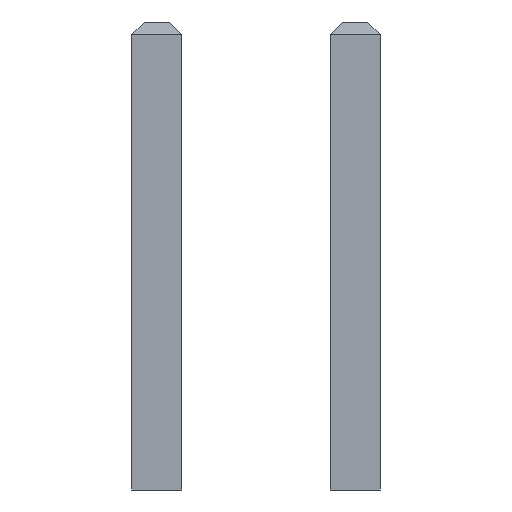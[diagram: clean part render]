
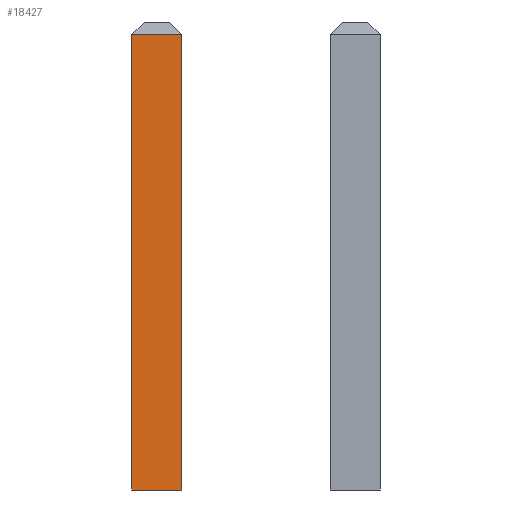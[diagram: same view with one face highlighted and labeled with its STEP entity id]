
A CAD part, front view. The second image highlights one B-rep face of the part: STEP entity #18427.
In plain terms, the highlighted planar face has unit normal (0, -1, 0).
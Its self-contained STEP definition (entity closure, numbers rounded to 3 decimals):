
#18313 = EDGE_CURVE('',#18314,#18316,#18318,.T.);
#18314 = VERTEX_POINT('',#18315);
#18315 = CARTESIAN_POINT('',(0.32,-61.28,2.55));
#18316 = VERTEX_POINT('',#18317);
#18317 = CARTESIAN_POINT('',(0.32,-61.28,8.38));
#18318 = SURFACE_CURVE('',#18319,(#18323,#18335),.PCURVE_S1.);
#18319 = LINE('',#18320,#18321);
#18320 = CARTESIAN_POINT('',(0.32,-61.28,-3.));
#18321 = VECTOR('',#18322,1.);
#18322 = DIRECTION('',(0.,0.,1.));
#18323 = PCURVE('',#18324,#18329);
#18324 = PLANE('',#18325);
#18325 = AXIS2_PLACEMENT_3D('',#18326,#18327,#18328);
#18326 = CARTESIAN_POINT('',(0.32,-61.28,-3.));
#18327 = DIRECTION('',(1.,0.,0.));
#18328 = DIRECTION('',(0.,0.,1.));
#18329 = DEFINITIONAL_REPRESENTATION('',(#18330),#18334);
#18330 = LINE('',#18331,#18332);
#18331 = CARTESIAN_POINT('',(0.,0.));
#18332 = VECTOR('',#18333,1.);
#18333 = DIRECTION('',(1.,0.));
#18334 = ( GEOMETRIC_REPRESENTATION_CONTEXT(2) 
PARAMETRIC_REPRESENTATION_CONTEXT() REPRESENTATION_CONTEXT('2D SPACE',''
  ) );
#18335 = PCURVE('',#18336,#18341);
#18336 = PLANE('',#18337);
#18337 = AXIS2_PLACEMENT_3D('',#18338,#18339,#18340);
#18338 = CARTESIAN_POINT('',(-0.32,-61.28,-3.));
#18339 = DIRECTION('',(0.,1.,0.));
#18340 = DIRECTION('',(0.,0.,1.));
#18341 = DEFINITIONAL_REPRESENTATION('',(#18342),#18346);
#18342 = LINE('',#18343,#18344);
#18343 = CARTESIAN_POINT('',(0.,0.64));
#18344 = VECTOR('',#18345,1.);
#18345 = DIRECTION('',(1.,0.));
#18346 = ( GEOMETRIC_REPRESENTATION_CONTEXT(2) 
PARAMETRIC_REPRESENTATION_CONTEXT() REPRESENTATION_CONTEXT('2D SPACE',''
  ) );
#18363 = PLANE('',#18364);
#18364 = AXIS2_PLACEMENT_3D('',#18365,#18366,#18367);
#18365 = CARTESIAN_POINT('',(-2.54,2.54,2.55));
#18366 = DIRECTION('',(0.,0.,-1.));
#18367 = DIRECTION('',(1.,0.,0.));
#18427 = ADVANCED_FACE('',(#18428),#18336,.F.);
#18428 = FACE_BOUND('',#18429,.F.);
#18429 = EDGE_LOOP('',(#18430,#18431,#18452,#18480));
#18430 = ORIENTED_EDGE('',*,*,#18313,.F.);
#18431 = ORIENTED_EDGE('',*,*,#18432,.T.);
#18432 = EDGE_CURVE('',#18314,#18433,#18435,.T.);
#18433 = VERTEX_POINT('',#18434);
#18434 = CARTESIAN_POINT('',(-0.32,-61.28,2.55));
#18435 = SURFACE_CURVE('',#18436,(#18440,#18446),.PCURVE_S1.);
#18436 = LINE('',#18437,#18438);
#18437 = CARTESIAN_POINT('',(-1.43,-61.28,2.55));
#18438 = VECTOR('',#18439,1.);
#18439 = DIRECTION('',(-1.,0.,0.));
#18440 = PCURVE('',#18336,#18441);
#18441 = DEFINITIONAL_REPRESENTATION('',(#18442),#18445);
#18442 = B_SPLINE_CURVE_WITH_KNOTS('',1,(#18443,#18444),.UNSPECIFIED.,
  .F.,.F.,(2,2),(-1.75,-1.11),.PIECEWISE_BEZIER_KNOTS.);
#18443 = CARTESIAN_POINT('',(5.55,0.64));
#18444 = CARTESIAN_POINT('',(5.55,0.));
#18445 = ( GEOMETRIC_REPRESENTATION_CONTEXT(2) 
PARAMETRIC_REPRESENTATION_CONTEXT() REPRESENTATION_CONTEXT('2D SPACE',''
  ) );
#18446 = PCURVE('',#18363,#18447);
#18447 = DEFINITIONAL_REPRESENTATION('',(#18448),#18451);
#18448 = B_SPLINE_CURVE_WITH_KNOTS('',1,(#18449,#18450),.UNSPECIFIED.,
  .F.,.F.,(2,2),(-1.75,-1.11),.PIECEWISE_BEZIER_KNOTS.);
#18449 = CARTESIAN_POINT('',(2.86,63.82));
#18450 = CARTESIAN_POINT('',(2.22,63.82));
#18451 = ( GEOMETRIC_REPRESENTATION_CONTEXT(2) 
PARAMETRIC_REPRESENTATION_CONTEXT() REPRESENTATION_CONTEXT('2D SPACE',''
  ) );
#18452 = ORIENTED_EDGE('',*,*,#18453,.T.);
#18453 = EDGE_CURVE('',#18433,#18454,#18456,.T.);
#18454 = VERTEX_POINT('',#18455);
#18455 = CARTESIAN_POINT('',(-0.32,-61.28,8.38));
#18456 = SURFACE_CURVE('',#18457,(#18461,#18468),.PCURVE_S1.);
#18457 = LINE('',#18458,#18459);
#18458 = CARTESIAN_POINT('',(-0.32,-61.28,-3.));
#18459 = VECTOR('',#18460,1.);
#18460 = DIRECTION('',(0.,0.,1.));
#18461 = PCURVE('',#18336,#18462);
#18462 = DEFINITIONAL_REPRESENTATION('',(#18463),#18467);
#18463 = LINE('',#18464,#18465);
#18464 = CARTESIAN_POINT('',(0.,0.));
#18465 = VECTOR('',#18466,1.);
#18466 = DIRECTION('',(1.,0.));
#18467 = ( GEOMETRIC_REPRESENTATION_CONTEXT(2) 
PARAMETRIC_REPRESENTATION_CONTEXT() REPRESENTATION_CONTEXT('2D SPACE',''
  ) );
#18468 = PCURVE('',#18469,#18474);
#18469 = PLANE('',#18470);
#18470 = AXIS2_PLACEMENT_3D('',#18471,#18472,#18473);
#18471 = CARTESIAN_POINT('',(-0.32,-61.28,-3.));
#18472 = DIRECTION('',(1.,0.,0.));
#18473 = DIRECTION('',(0.,0.,1.));
#18474 = DEFINITIONAL_REPRESENTATION('',(#18475),#18479);
#18475 = LINE('',#18476,#18477);
#18476 = CARTESIAN_POINT('',(0.,0.));
#18477 = VECTOR('',#18478,1.);
#18478 = DIRECTION('',(1.,0.));
#18479 = ( GEOMETRIC_REPRESENTATION_CONTEXT(2) 
PARAMETRIC_REPRESENTATION_CONTEXT() REPRESENTATION_CONTEXT('2D SPACE',''
  ) );
#18480 = ORIENTED_EDGE('',*,*,#18481,.T.);
#18481 = EDGE_CURVE('',#18454,#18316,#18482,.T.);
#18482 = SURFACE_CURVE('',#18483,(#18487,#18494),.PCURVE_S1.);
#18483 = LINE('',#18484,#18485);
#18484 = CARTESIAN_POINT('',(-0.32,-61.28,8.38));
#18485 = VECTOR('',#18486,1.);
#18486 = DIRECTION('',(1.,0.,0.));
#18487 = PCURVE('',#18336,#18488);
#18488 = DEFINITIONAL_REPRESENTATION('',(#18489),#18493);
#18489 = LINE('',#18490,#18491);
#18490 = CARTESIAN_POINT('',(11.38,0.));
#18491 = VECTOR('',#18492,1.);
#18492 = DIRECTION('',(0.,1.));
#18493 = ( GEOMETRIC_REPRESENTATION_CONTEXT(2) 
PARAMETRIC_REPRESENTATION_CONTEXT() REPRESENTATION_CONTEXT('2D SPACE',''
  ) );
#18494 = PCURVE('',#18495,#18500);
#18495 = PLANE('',#18496);
#18496 = AXIS2_PLACEMENT_3D('',#18497,#18498,#18499);
#18497 = CARTESIAN_POINT('',(-0.32,-61.2,8.46));
#18498 = DIRECTION('',(0.,0.707,
    -0.707));
#18499 = DIRECTION('',(-1.,0.,0.));
#18500 = DEFINITIONAL_REPRESENTATION('',(#18501),#18505);
#18501 = LINE('',#18502,#18503);
#18502 = CARTESIAN_POINT('',(0.,-0.113));
#18503 = VECTOR('',#18504,1.);
#18504 = DIRECTION('',(-1.,0.));
#18505 = ( GEOMETRIC_REPRESENTATION_CONTEXT(2) 
PARAMETRIC_REPRESENTATION_CONTEXT() REPRESENTATION_CONTEXT('2D SPACE',''
  ) );
